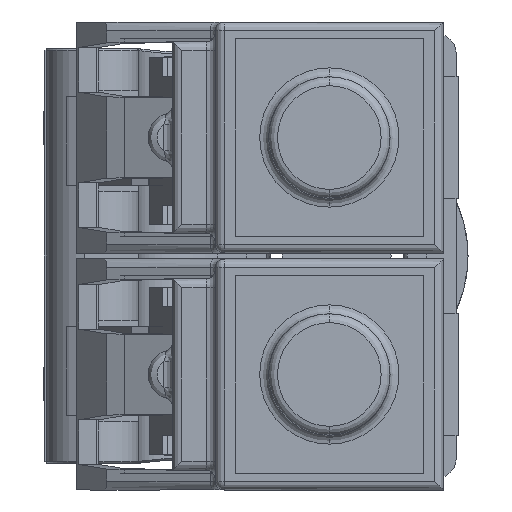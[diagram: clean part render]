
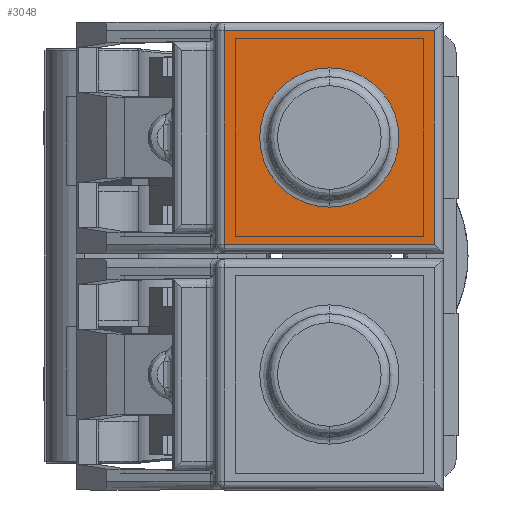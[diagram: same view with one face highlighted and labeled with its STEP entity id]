
A CAD part, left-side view. The second image highlights one B-rep face of the part: STEP entity #3048.
In plain terms, the highlighted face is planar.
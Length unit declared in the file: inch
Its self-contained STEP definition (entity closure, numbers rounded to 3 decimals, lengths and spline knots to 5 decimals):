
#1361 = DIRECTION ( 'NONE',  ( -1., 0., 0. ) ) ;
#1389 = CARTESIAN_POINT ( 'NONE',  ( 0.437, 0.231, 0.117 ) ) ;
#1393 = PLANE ( 'NONE',  #13330 ) ;
#1396 = DIRECTION ( 'NONE',  ( 0., 0., 1. ) ) ;
#3048 = ADVANCED_FACE ( 'NONE', ( #12571, #12575 ), #1393, .F. ) ;
#3806 = EDGE_LOOP ( 'NONE', ( #6302, #6307, #6297, #6247 ) ) ;
#3825 = EDGE_LOOP ( 'NONE', ( #6279, #6399 ) ) ;
#5161 = CARTESIAN_POINT ( 'NONE',  ( 0.437, 0.1155, -0.0705 ) ) ;
#5173 = CARTESIAN_POINT ( 'NONE',  ( 0.437, 0.222, -0.108 ) ) ;
#5200 = CARTESIAN_POINT ( 'NONE',  ( 0.437, 0.222, 0.108 ) ) ;
#5889 = CARTESIAN_POINT ( 'NONE',  ( 0.437, 0.009, -0.108 ) ) ;
#5897 = CARTESIAN_POINT ( 'NONE',  ( 0.437, 0.009, 0.108 ) ) ;
#6247 = ORIENTED_EDGE ( 'NONE', *, *, #15408, .T. ) ;
#6279 = ORIENTED_EDGE ( 'NONE', *, *, #15412, .T. ) ;
#6297 = ORIENTED_EDGE ( 'NONE', *, *, #15409, .T. ) ;
#6302 = ORIENTED_EDGE ( 'NONE', *, *, #15411, .T. ) ;
#6307 = ORIENTED_EDGE ( 'NONE', *, *, #15410, .T. ) ;
#6399 = ORIENTED_EDGE ( 'NONE', *, *, #15485, .T. ) ;
#7000 = CARTESIAN_POINT ( 'NONE',  ( 0.437, 0.231, -0.108 ) ) ;
#7004 = CARTESIAN_POINT ( 'NONE',  ( 0.437, 0.222, 0.117 ) ) ;
#7006 = DIRECTION ( 'NONE',  ( 0., 0., 1. ) ) ;
#7007 = DIRECTION ( 'NONE',  ( 0., 1., 0. ) ) ;
#7008 = CARTESIAN_POINT ( 'NONE',  ( 0.437, 0.009, 0.117 ) ) ;
#7009 = DIRECTION ( 'NONE',  ( 0., 0., -1. ) ) ;
#7010 = CARTESIAN_POINT ( 'NONE',  ( 0.437, 0., 0.108 ) ) ;
#7011 = DIRECTION ( 'NONE',  ( 0., -1., 0. ) ) ;
#7015 = CARTESIAN_POINT ( 'NONE',  ( 0.437, 0.1155, 0. ) ) ;
#7016 = DIRECTION ( 'NONE',  ( -1., 0., 0. ) ) ;
#7017 = DIRECTION ( 'NONE',  ( 0., 0., 1. ) ) ;
#7180 = CARTESIAN_POINT ( 'NONE',  ( 0.437, 0.1155, 0. ) ) ;
#7181 = DIRECTION ( 'NONE',  ( -1., 0., 0. ) ) ;
#7182 = DIRECTION ( 'NONE',  ( 0., 0., 1. ) ) ;
#10913 = LINE ( 'NONE', #7004, #10917 ) ;
#10914 = LINE ( 'NONE', #7000, #10919 ) ;
#10917 = VECTOR ( 'NONE', #7006, 39.37008 ) ;
#10918 = LINE ( 'NONE', #7008, #10921 ) ;
#10919 = VECTOR ( 'NONE', #7007, 39.37008 ) ;
#10920 = LINE ( 'NONE', #7010, #10923 ) ;
#10921 = VECTOR ( 'NONE', #7009, 39.37008 ) ;
#10922 = CIRCLE ( 'NONE', #11418, 0.0705 ) ;
#10923 = VECTOR ( 'NONE', #7011, 39.37008 ) ;
#11058 = CIRCLE ( 'NONE', #11428, 0.0705 ) ;
#11418 = AXIS2_PLACEMENT_3D ( 'NONE', #7015, #7016, #7017 ) ;
#11428 = AXIS2_PLACEMENT_3D ( 'NONE', #7180, #7181, #7182 ) ;
#12571 = FACE_BOUND ( 'NONE', #3825, .T. ) ;
#12575 = FACE_OUTER_BOUND ( 'NONE', #3806, .T. ) ;
#13330 = AXIS2_PLACEMENT_3D ( 'NONE', #1389, #1361, #1396 ) ;
#14022 = VERTEX_POINT ( 'NONE', #14340 ) ;
#14084 = VERTEX_POINT ( 'NONE', #5897 ) ;
#14129 = VERTEX_POINT ( 'NONE', #5889 ) ;
#14340 = CARTESIAN_POINT ( 'NONE',  ( 0.437, 0.1155, 0.0705 ) ) ;
#15408 = EDGE_CURVE ( 'NONE', #18729, #19156, #10913, .T. ) ;
#15409 = EDGE_CURVE ( 'NONE', #14129, #18729, #10914, .T. ) ;
#15410 = EDGE_CURVE ( 'NONE', #14084, #14129, #10918, .T. ) ;
#15411 = EDGE_CURVE ( 'NONE', #19156, #14084, #10920, .T. ) ;
#15412 = EDGE_CURVE ( 'NONE', #14022, #18717, #10922, .T. ) ;
#15485 = EDGE_CURVE ( 'NONE', #18717, #14022, #11058, .T. ) ;
#18717 = VERTEX_POINT ( 'NONE', #5161 ) ;
#18729 = VERTEX_POINT ( 'NONE', #5173 ) ;
#19156 = VERTEX_POINT ( 'NONE', #5200 ) ;
